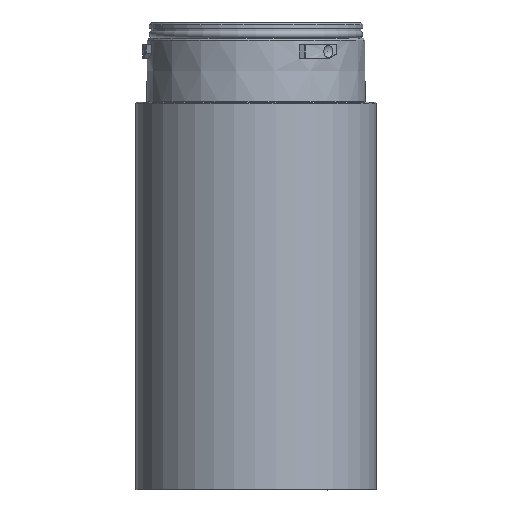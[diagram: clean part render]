
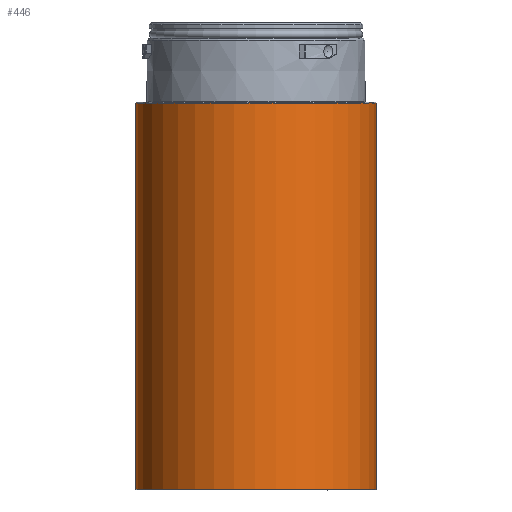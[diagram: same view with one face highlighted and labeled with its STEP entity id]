
A CAD part, front view. The second image highlights one B-rep face of the part: STEP entity #446.
In plain terms, the highlighted cylindrical face has radius 31 mm (diameter 62 mm), a full revolution.
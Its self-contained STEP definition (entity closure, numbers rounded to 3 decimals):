
#446=ADVANCED_FACE('',(#848,#849),#655,.T.);
#655=CYLINDRICAL_SURFACE('',#3308,31.);
#848=FACE_BOUND('',#896,.T.);
#849=FACE_BOUND('',#897,.T.);
#896=EDGE_LOOP('',(#1513));
#897=EDGE_LOOP('',(#1514));
#1513=ORIENTED_EDGE('',*,*,#2714,.T.);
#1514=ORIENTED_EDGE('',*,*,#2715,.T.);
#2433=VERTEX_POINT('',#5564);
#2434=VERTEX_POINT('',#5566);
#2714=EDGE_CURVE('',#2433,#2433,#3099,.T.);
#2715=EDGE_CURVE('',#2434,#2434,#3100,.T.);
#3099=CIRCLE('',#3306,31.);
#3100=CIRCLE('',#3307,31.);
#3306=AXIS2_PLACEMENT_3D('',#5563,#3776,#3777);
#3307=AXIS2_PLACEMENT_3D('',#5565,#3778,#3779);
#3308=AXIS2_PLACEMENT_3D('',#5567,#3780,#3781);
#3776=DIRECTION('',(0.,0.,-1.));
#3777=DIRECTION('',(0.942,0.336,0.));
#3778=DIRECTION('',(0.,0.,1.));
#3779=DIRECTION('',(-0.942,-0.336,0.));
#3780=DIRECTION('',(0.,0.,-1.));
#3781=DIRECTION('',(-0.942,-0.336,0.));
#5563=CARTESIAN_POINT('',(0.,0.,98.3));
#5564=CARTESIAN_POINT('',(29.196,10.422,98.3));
#5565=CARTESIAN_POINT('',(0.,0.,-1.3));
#5566=CARTESIAN_POINT('',(-29.196,-10.422,-1.3));
#5567=CARTESIAN_POINT('',(0.,0.,-1.5));
